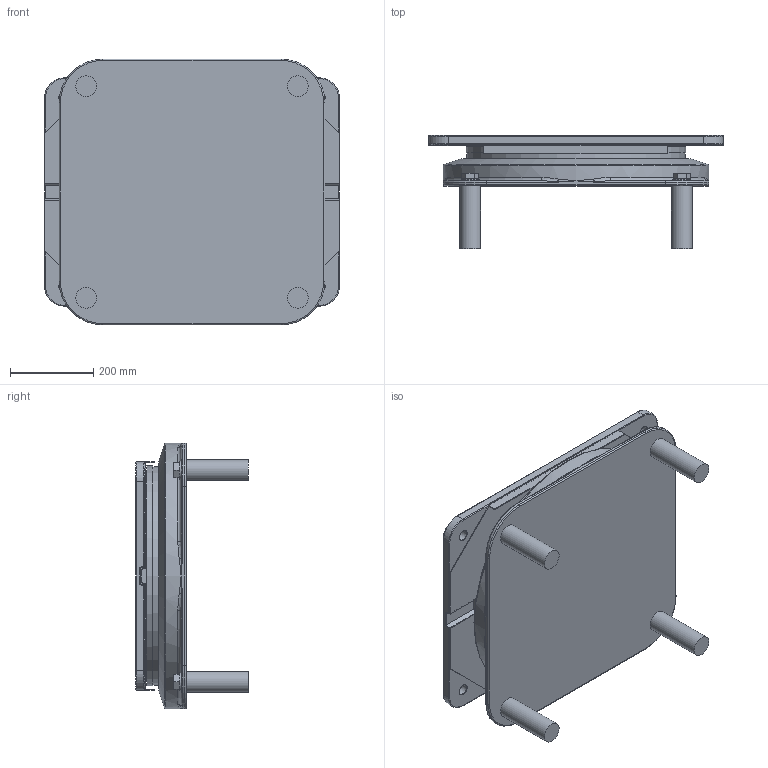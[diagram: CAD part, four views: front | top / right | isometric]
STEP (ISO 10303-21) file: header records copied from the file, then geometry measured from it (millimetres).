
FILE_DESCRIPTION(/* description */ (''),/* implementation_level */ '2;1');
FILE_NAME(/* name */ 'Tobe FR-4 70 E50, innfesting mot stl over FORENKLET.stp',/* time_stamp */ '2024-03-19T14:48:44+01:00',/* author */ ('Kristian'),/* organization */ (''),/* preprocessor_version */ 'ST-DEVELOPER v19.2',/* originating_system */ 'Autodesk Inventor 2024',/* authorisation */ '');
FILE_SCHEMA (('AUTOMOTIVE_DESIGN { 1 0 10303 214 3 1 1 }'));
Length unit declared in the file: millimetre
Products named in the file (1): Tobe FR-4 70 E±50, innfesting mot stål over FOR
ENKLET
Bounding box: 710 x 271.5 x 640 mm (x, y, z)
Volume: 38867384.6 mm3; surface area: 1668677.5 mm2
Topology: 1 solids, 10 shells, 315 faces, 710 edges, 417 vertices
Faces by surface type: plane 132, cylinder 81, cone 53, bspline 24, torus 21, sphere 4
Full cylindrical faces by diameter (mm): 20.752 x4, 22.376 x4, 24 x4, 25 x12, 33.2 x4, 44 x4, 50 x4, 507.807 x1, 508 x1, 526 x1, 530 x1, 640 x1
Entity records: 9749 total; most frequent: CARTESIAN_POINT 2503, DIRECTION 1448, ORIENTED_EDGE 1380, EDGE_CURVE 690, AXIS2_PLACEMENT_3D 554, VERTEX_POINT 416, EDGE_LOOP 360, LINE 340
